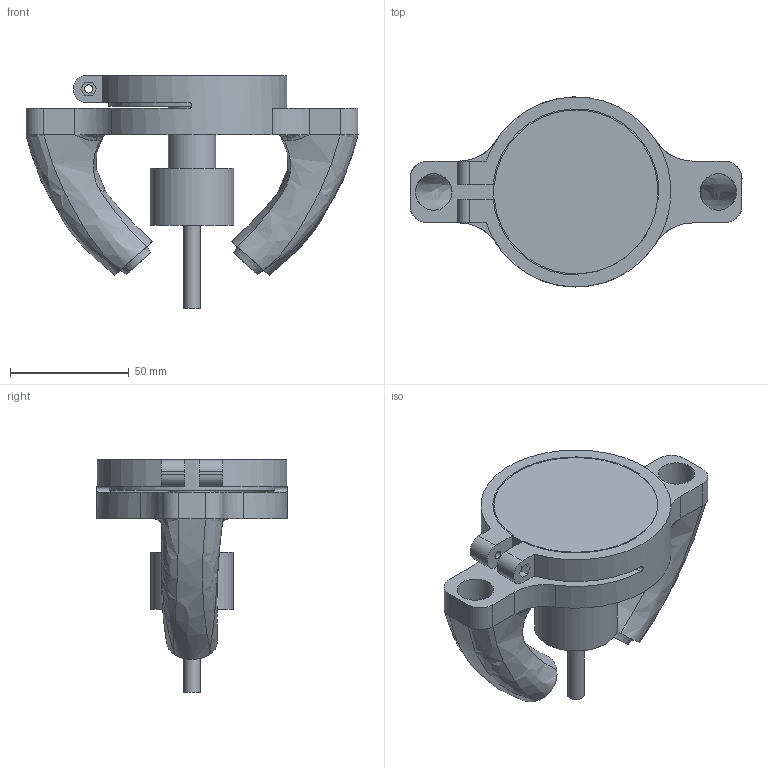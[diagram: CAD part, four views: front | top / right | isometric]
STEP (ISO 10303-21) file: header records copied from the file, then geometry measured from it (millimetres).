
FILE_DESCRIPTION(/* description */ ('','CAx-IF Rec.Pracs.---Representation and Presentation of Product Manufacturing Information (PMI)---4.0---2014-10-13'),/* implementation_level */ '2;1');
FILE_NAME(/* name */ 'CNC_Air_Bracket v1.step',/* time_stamp */ '2025-01-07T00:34:41+05:30',/* author */ (''),/* organization */ (''),/* preprocessor_version */ 'ST-DEVELOPER v20',/* originating_system */ 'Autodesk Translation Framework v13.20.0.188',/* authorisation */ '');
FILE_SCHEMA (('AP242_MANAGED_MODEL_BASED_3D_ENGINEERING_MIM_LF { 1 0 10303 442 1 1 4 }'));
Length unit declared in the file: millimetre
Products named in the file (2): CNC_Air_Bracket; Spindle Model
Assembly tree (1 placements, depth 2):
  CNC_Air_Bracket
    Spindle Model
Bounding box: 139.77 x 80 x 98 mm (x, y, z)
Volume: 166741.2 mm3; surface area: 53723.2 mm2
Topology: 2 solids, 2 shells, 110 faces, 312 edges, 200 vertices
Faces by surface type: plane 51, cylinder 29, bspline 26, cone 4
Full cylindrical faces by diameter (mm): 3.4 x2, 7 x1, 10.09 x2, 15.4 x2, 20 x1, 35 x1, 69 x1
Entity records: 5709 total; most frequent: CARTESIAN_POINT 2959, ORIENTED_EDGE 608, DIRECTION 488, EDGE_CURVE 304, VERTEX_POINT 200, AXIS2_PLACEMENT_3D 179, LINE 130, VECTOR 130
